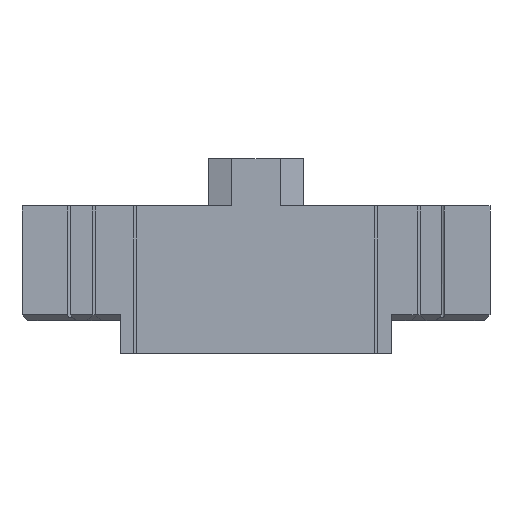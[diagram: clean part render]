
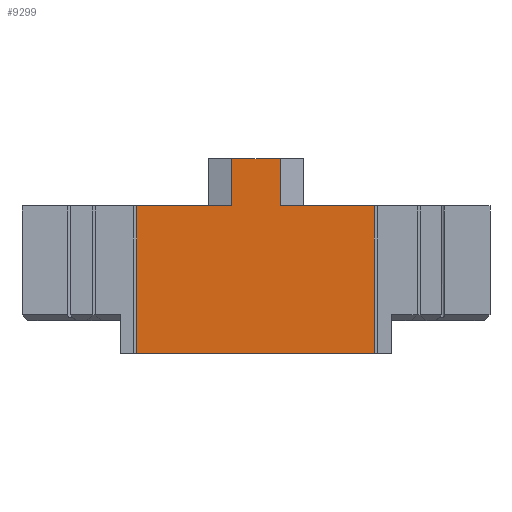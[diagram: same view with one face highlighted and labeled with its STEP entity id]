
A CAD part, front view. The second image highlights one B-rep face of the part: STEP entity #9299.
In plain terms, the highlighted planar face has unit normal (0, -1, 0).
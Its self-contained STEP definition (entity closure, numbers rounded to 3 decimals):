
#1529 = PLANE('',#1530);
#1530 = AXIS2_PLACEMENT_3D('',#1531,#1532,#1533);
#1531 = CARTESIAN_POINT('',(-12.6,-19.9,-6.6));
#1532 = DIRECTION('',(0.,0.,-1.));
#1533 = DIRECTION('',(0.,1.,0.));
#4701 = EDGE_CURVE('',#4702,#4704,#4706,.T.);
#4702 = VERTEX_POINT('',#4703);
#4703 = CARTESIAN_POINT('',(8.05,-19.9,-6.6));
#4704 = VERTEX_POINT('',#4705);
#4705 = CARTESIAN_POINT('',(-8.1,-19.9,-6.6));
#4706 = SURFACE_CURVE('',#4707,(#4711,#4718),.PCURVE_S1.);
#4707 = LINE('',#4708,#4709);
#4708 = CARTESIAN_POINT('',(8.05,-19.9,-6.6));
#4709 = VECTOR('',#4710,1.);
#4710 = DIRECTION('',(-1.,0.,0.));
#4711 = PCURVE('',#1529,#4712);
#4712 = DEFINITIONAL_REPRESENTATION('',(#4713),#4717);
#4713 = LINE('',#4714,#4715);
#4714 = CARTESIAN_POINT('',(0.,20.65));
#4715 = VECTOR('',#4716,1.);
#4716 = DIRECTION('',(0.,-1.));
#4717 = ( GEOMETRIC_REPRESENTATION_CONTEXT(2) 
PARAMETRIC_REPRESENTATION_CONTEXT() REPRESENTATION_CONTEXT('2D SPACE',''
  ) );
#4718 = PCURVE('',#4719,#4724);
#4719 = PLANE('',#4720);
#4720 = AXIS2_PLACEMENT_3D('',#4721,#4722,#4723);
#4721 = CARTESIAN_POINT('',(8.,-19.9,-6.6));
#4722 = DIRECTION('',(0.,1.,0.));
#4723 = DIRECTION('',(0.,0.,1.));
#4724 = DEFINITIONAL_REPRESENTATION('',(#4725),#4729);
#4725 = LINE('',#4726,#4727);
#4726 = CARTESIAN_POINT('',(0.,0.05));
#4727 = VECTOR('',#4728,1.);
#4728 = DIRECTION('',(0.,-1.));
#4729 = ( GEOMETRIC_REPRESENTATION_CONTEXT(2) 
PARAMETRIC_REPRESENTATION_CONTEXT() REPRESENTATION_CONTEXT('2D SPACE',''
  ) );
#4747 = PLANE('',#4748);
#4748 = AXIS2_PLACEMENT_3D('',#4749,#4750,#4751);
#4749 = CARTESIAN_POINT('',(-8.1,-19.1,-6.6));
#4750 = DIRECTION('',(-1.,0.,0.));
#4751 = DIRECTION('',(0.,0.,1.));
#4936 = PLANE('',#4937);
#4937 = AXIS2_PLACEMENT_3D('',#4938,#4939,#4940);
#4938 = CARTESIAN_POINT('',(8.05,-19.9,-6.6));
#4939 = DIRECTION('',(-1.,0.,0.));
#4940 = DIRECTION('',(0.,0.,1.));
#5552 = PLANE('',#5553);
#5553 = AXIS2_PLACEMENT_3D('',#5554,#5555,#5556);
#5554 = CARTESIAN_POINT('',(-15.9,-20.,3.4));
#5555 = DIRECTION('',(0.,0.,1.));
#5556 = DIRECTION('',(1.,0.,-0.));
#6128 = PLANE('',#6129);
#6129 = AXIS2_PLACEMENT_3D('',#6130,#6131,#6132);
#6130 = CARTESIAN_POINT('',(-15.9,-20.,3.4));
#6131 = DIRECTION('',(0.,0.,1.));
#6132 = DIRECTION('',(1.,0.,-0.));
#9299 = ADVANCED_FACE('',(#9300),#4719,.F.);
#9300 = FACE_BOUND('',#9301,.F.);
#9301 = EDGE_LOOP('',(#9302,#9325,#9348,#9376,#9404,#9432,#9455,#9476));
#9302 = ORIENTED_EDGE('',*,*,#9303,.T.);
#9303 = EDGE_CURVE('',#4704,#9304,#9306,.T.);
#9304 = VERTEX_POINT('',#9305);
#9305 = CARTESIAN_POINT('',(-8.1,-19.9,3.4));
#9306 = SURFACE_CURVE('',#9307,(#9311,#9318),.PCURVE_S1.);
#9307 = LINE('',#9308,#9309);
#9308 = CARTESIAN_POINT('',(-8.1,-19.9,-0.5));
#9309 = VECTOR('',#9310,1.);
#9310 = DIRECTION('',(0.,-0.,1.));
#9311 = PCURVE('',#4719,#9312);
#9312 = DEFINITIONAL_REPRESENTATION('',(#9313),#9317);
#9313 = LINE('',#9314,#9315);
#9314 = CARTESIAN_POINT('',(6.1,-16.1));
#9315 = VECTOR('',#9316,1.);
#9316 = DIRECTION('',(1.,0.));
#9317 = ( GEOMETRIC_REPRESENTATION_CONTEXT(2) 
PARAMETRIC_REPRESENTATION_CONTEXT() REPRESENTATION_CONTEXT('2D SPACE',''
  ) );
#9318 = PCURVE('',#4747,#9319);
#9319 = DEFINITIONAL_REPRESENTATION('',(#9320),#9324);
#9320 = LINE('',#9321,#9322);
#9321 = CARTESIAN_POINT('',(6.1,-0.8));
#9322 = VECTOR('',#9323,1.);
#9323 = DIRECTION('',(1.,0.));
#9324 = ( GEOMETRIC_REPRESENTATION_CONTEXT(2) 
PARAMETRIC_REPRESENTATION_CONTEXT() REPRESENTATION_CONTEXT('2D SPACE',''
  ) );
#9325 = ORIENTED_EDGE('',*,*,#9326,.F.);
#9326 = EDGE_CURVE('',#9327,#9304,#9329,.T.);
#9327 = VERTEX_POINT('',#9328);
#9328 = CARTESIAN_POINT('',(-1.65,-19.9,3.4));
#9329 = SURFACE_CURVE('',#9330,(#9334,#9341),.PCURVE_S1.);
#9330 = LINE('',#9331,#9332);
#9331 = CARTESIAN_POINT('',(12.6,-19.9,3.4));
#9332 = VECTOR('',#9333,1.);
#9333 = DIRECTION('',(-1.,0.,0.));
#9334 = PCURVE('',#4719,#9335);
#9335 = DEFINITIONAL_REPRESENTATION('',(#9336),#9340);
#9336 = LINE('',#9337,#9338);
#9337 = CARTESIAN_POINT('',(10.,4.6));
#9338 = VECTOR('',#9339,1.);
#9339 = DIRECTION('',(0.,-1.));
#9340 = ( GEOMETRIC_REPRESENTATION_CONTEXT(2) 
PARAMETRIC_REPRESENTATION_CONTEXT() REPRESENTATION_CONTEXT('2D SPACE',''
  ) );
#9341 = PCURVE('',#6128,#9342);
#9342 = DEFINITIONAL_REPRESENTATION('',(#9343),#9347);
#9343 = LINE('',#9344,#9345);
#9344 = CARTESIAN_POINT('',(28.5,0.1));
#9345 = VECTOR('',#9346,1.);
#9346 = DIRECTION('',(-1.,0.));
#9347 = ( GEOMETRIC_REPRESENTATION_CONTEXT(2) 
PARAMETRIC_REPRESENTATION_CONTEXT() REPRESENTATION_CONTEXT('2D SPACE',''
  ) );
#9348 = ORIENTED_EDGE('',*,*,#9349,.F.);
#9349 = EDGE_CURVE('',#9350,#9327,#9352,.T.);
#9350 = VERTEX_POINT('',#9351);
#9351 = CARTESIAN_POINT('',(-1.65,-19.9,6.6));
#9352 = SURFACE_CURVE('',#9353,(#9357,#9364),.PCURVE_S1.);
#9353 = LINE('',#9354,#9355);
#9354 = CARTESIAN_POINT('',(-1.65,-19.9,3.4));
#9355 = VECTOR('',#9356,1.);
#9356 = DIRECTION('',(0.,0.,-1.));
#9357 = PCURVE('',#4719,#9358);
#9358 = DEFINITIONAL_REPRESENTATION('',(#9359),#9363);
#9359 = LINE('',#9360,#9361);
#9360 = CARTESIAN_POINT('',(10.,-9.65));
#9361 = VECTOR('',#9362,1.);
#9362 = DIRECTION('',(-1.,0.));
#9363 = ( GEOMETRIC_REPRESENTATION_CONTEXT(2) 
PARAMETRIC_REPRESENTATION_CONTEXT() REPRESENTATION_CONTEXT('2D SPACE',''
  ) );
#9364 = PCURVE('',#9365,#9370);
#9365 = PLANE('',#9366);
#9366 = AXIS2_PLACEMENT_3D('',#9367,#9368,#9369);
#9367 = CARTESIAN_POINT('',(-2.45,-19.667,3.4));
#9368 = DIRECTION('',(0.28,0.96,0.));
#9369 = DIRECTION('',(0.,0.,-1.));
#9370 = DEFINITIONAL_REPRESENTATION('',(#9371),#9375);
#9371 = LINE('',#9372,#9373);
#9372 = CARTESIAN_POINT('',(0.,-0.833));
#9373 = VECTOR('',#9374,1.);
#9374 = DIRECTION('',(1.,-0.));
#9375 = ( GEOMETRIC_REPRESENTATION_CONTEXT(2) 
PARAMETRIC_REPRESENTATION_CONTEXT() REPRESENTATION_CONTEXT('2D SPACE',''
  ) );
#9376 = ORIENTED_EDGE('',*,*,#9377,.F.);
#9377 = EDGE_CURVE('',#9378,#9350,#9380,.T.);
#9378 = VERTEX_POINT('',#9379);
#9379 = CARTESIAN_POINT('',(1.65,-19.9,6.6));
#9380 = SURFACE_CURVE('',#9381,(#9385,#9392),.PCURVE_S1.);
#9381 = LINE('',#9382,#9383);
#9382 = CARTESIAN_POINT('',(3.25,-19.9,6.6));
#9383 = VECTOR('',#9384,1.);
#9384 = DIRECTION('',(-1.,0.,0.));
#9385 = PCURVE('',#4719,#9386);
#9386 = DEFINITIONAL_REPRESENTATION('',(#9387),#9391);
#9387 = LINE('',#9388,#9389);
#9388 = CARTESIAN_POINT('',(13.2,-4.75));
#9389 = VECTOR('',#9390,1.);
#9390 = DIRECTION('',(0.,-1.));
#9391 = ( GEOMETRIC_REPRESENTATION_CONTEXT(2) 
PARAMETRIC_REPRESENTATION_CONTEXT() REPRESENTATION_CONTEXT('2D SPACE',''
  ) );
#9392 = PCURVE('',#9393,#9398);
#9393 = PLANE('',#9394);
#9394 = AXIS2_PLACEMENT_3D('',#9395,#9396,#9397);
#9395 = CARTESIAN_POINT('',(-1.65,-20.,6.6));
#9396 = DIRECTION('',(0.,0.,1.));
#9397 = DIRECTION('',(1.,0.,-0.));
#9398 = DEFINITIONAL_REPRESENTATION('',(#9399),#9403);
#9399 = LINE('',#9400,#9401);
#9400 = CARTESIAN_POINT('',(4.9,0.1));
#9401 = VECTOR('',#9402,1.);
#9402 = DIRECTION('',(-1.,0.));
#9403 = ( GEOMETRIC_REPRESENTATION_CONTEXT(2) 
PARAMETRIC_REPRESENTATION_CONTEXT() REPRESENTATION_CONTEXT('2D SPACE',''
  ) );
#9404 = ORIENTED_EDGE('',*,*,#9405,.F.);
#9405 = EDGE_CURVE('',#9406,#9378,#9408,.T.);
#9406 = VERTEX_POINT('',#9407);
#9407 = CARTESIAN_POINT('',(1.65,-19.9,3.4));
#9408 = SURFACE_CURVE('',#9409,(#9413,#9420),.PCURVE_S1.);
#9409 = LINE('',#9410,#9411);
#9410 = CARTESIAN_POINT('',(1.65,-19.9,5.));
#9411 = VECTOR('',#9412,1.);
#9412 = DIRECTION('',(-0.,0.,1.));
#9413 = PCURVE('',#4719,#9414);
#9414 = DEFINITIONAL_REPRESENTATION('',(#9415),#9419);
#9415 = LINE('',#9416,#9417);
#9416 = CARTESIAN_POINT('',(11.6,-6.35));
#9417 = VECTOR('',#9418,1.);
#9418 = DIRECTION('',(1.,0.));
#9419 = ( GEOMETRIC_REPRESENTATION_CONTEXT(2) 
PARAMETRIC_REPRESENTATION_CONTEXT() REPRESENTATION_CONTEXT('2D SPACE',''
  ) );
#9420 = PCURVE('',#9421,#9426);
#9421 = PLANE('',#9422);
#9422 = AXIS2_PLACEMENT_3D('',#9423,#9424,#9425);
#9423 = CARTESIAN_POINT('',(2.45,-19.667,3.4));
#9424 = DIRECTION('',(0.28,-0.96,0.));
#9425 = DIRECTION('',(0.,0.,-1.));
#9426 = DEFINITIONAL_REPRESENTATION('',(#9427),#9431);
#9427 = LINE('',#9428,#9429);
#9428 = CARTESIAN_POINT('',(-1.6,-0.833));
#9429 = VECTOR('',#9430,1.);
#9430 = DIRECTION('',(-1.,0.));
#9431 = ( GEOMETRIC_REPRESENTATION_CONTEXT(2) 
PARAMETRIC_REPRESENTATION_CONTEXT() REPRESENTATION_CONTEXT('2D SPACE',''
  ) );
#9432 = ORIENTED_EDGE('',*,*,#9433,.F.);
#9433 = EDGE_CURVE('',#9434,#9406,#9436,.T.);
#9434 = VERTEX_POINT('',#9435);
#9435 = CARTESIAN_POINT('',(8.05,-19.9,3.4));
#9436 = SURFACE_CURVE('',#9437,(#9441,#9448),.PCURVE_S1.);
#9437 = LINE('',#9438,#9439);
#9438 = CARTESIAN_POINT('',(12.6,-19.9,3.4));
#9439 = VECTOR('',#9440,1.);
#9440 = DIRECTION('',(-1.,0.,0.));
#9441 = PCURVE('',#4719,#9442);
#9442 = DEFINITIONAL_REPRESENTATION('',(#9443),#9447);
#9443 = LINE('',#9444,#9445);
#9444 = CARTESIAN_POINT('',(10.,4.6));
#9445 = VECTOR('',#9446,1.);
#9446 = DIRECTION('',(0.,-1.));
#9447 = ( GEOMETRIC_REPRESENTATION_CONTEXT(2) 
PARAMETRIC_REPRESENTATION_CONTEXT() REPRESENTATION_CONTEXT('2D SPACE',''
  ) );
#9448 = PCURVE('',#5552,#9449);
#9449 = DEFINITIONAL_REPRESENTATION('',(#9450),#9454);
#9450 = LINE('',#9451,#9452);
#9451 = CARTESIAN_POINT('',(28.5,0.1));
#9452 = VECTOR('',#9453,1.);
#9453 = DIRECTION('',(-1.,0.));
#9454 = ( GEOMETRIC_REPRESENTATION_CONTEXT(2) 
PARAMETRIC_REPRESENTATION_CONTEXT() REPRESENTATION_CONTEXT('2D SPACE',''
  ) );
#9455 = ORIENTED_EDGE('',*,*,#9456,.F.);
#9456 = EDGE_CURVE('',#4702,#9434,#9457,.T.);
#9457 = SURFACE_CURVE('',#9458,(#9462,#9469),.PCURVE_S1.);
#9458 = LINE('',#9459,#9460);
#9459 = CARTESIAN_POINT('',(8.05,-19.9,-6.6));
#9460 = VECTOR('',#9461,1.);
#9461 = DIRECTION('',(0.,0.,1.));
#9462 = PCURVE('',#4719,#9463);
#9463 = DEFINITIONAL_REPRESENTATION('',(#9464),#9468);
#9464 = LINE('',#9465,#9466);
#9465 = CARTESIAN_POINT('',(0.,0.05));
#9466 = VECTOR('',#9467,1.);
#9467 = DIRECTION('',(1.,0.));
#9468 = ( GEOMETRIC_REPRESENTATION_CONTEXT(2) 
PARAMETRIC_REPRESENTATION_CONTEXT() REPRESENTATION_CONTEXT('2D SPACE',''
  ) );
#9469 = PCURVE('',#4936,#9470);
#9470 = DEFINITIONAL_REPRESENTATION('',(#9471),#9475);
#9471 = LINE('',#9472,#9473);
#9472 = CARTESIAN_POINT('',(0.,0.));
#9473 = VECTOR('',#9474,1.);
#9474 = DIRECTION('',(1.,0.));
#9475 = ( GEOMETRIC_REPRESENTATION_CONTEXT(2) 
PARAMETRIC_REPRESENTATION_CONTEXT() REPRESENTATION_CONTEXT('2D SPACE',''
  ) );
#9476 = ORIENTED_EDGE('',*,*,#4701,.T.);
